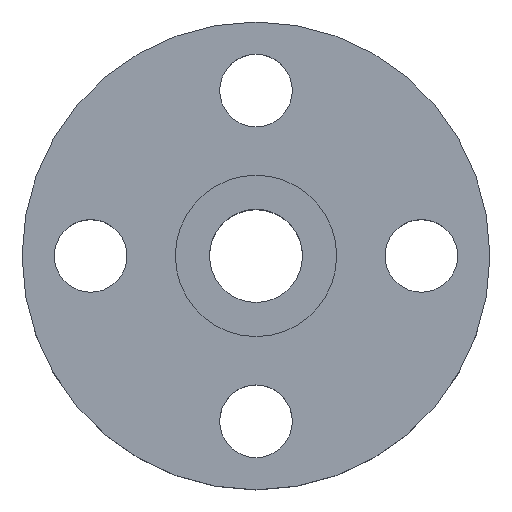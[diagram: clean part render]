
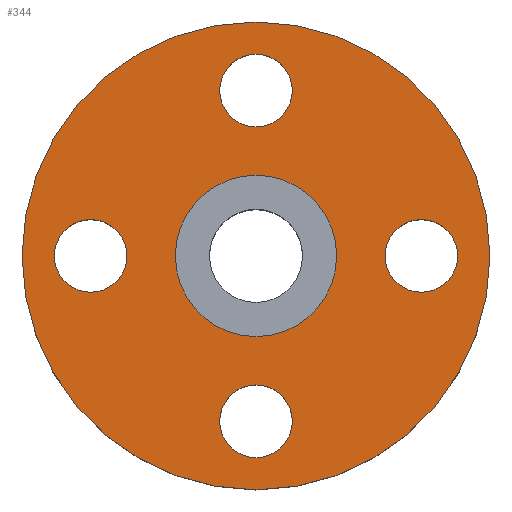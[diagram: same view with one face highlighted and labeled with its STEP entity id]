
A CAD part, top view. The second image highlights one B-rep face of the part: STEP entity #344.
In plain terms, the highlighted planar face has unit normal (0, 0, 1).
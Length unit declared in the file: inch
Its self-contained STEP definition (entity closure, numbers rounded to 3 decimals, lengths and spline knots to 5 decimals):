
#3 = CARTESIAN_POINT ( 'NONE',  ( 0., 0., -0.25 ) ) ;
#7 = AXIS2_PLACEMENT_3D ( 'NONE', #242, #509, #769 ) ;
#9 = EDGE_CURVE ( 'NONE', #402, #35, #619, .T. ) ;
#14 = CARTESIAN_POINT ( 'NONE',  ( 0., 0., -0.25 ) ) ;
#17 = CARTESIAN_POINT ( 'NONE',  ( -3.125, 0., -0.25 ) ) ;
#21 = DIRECTION ( 'NONE',  ( 0., 0., 1. ) ) ;
#22 = AXIS2_PLACEMENT_3D ( 'NONE', #343, #29, #685 ) ;
#29 = DIRECTION ( 'NONE',  ( 0., 0., 1. ) ) ;
#30 = VERTEX_POINT ( 'NONE', #725 ) ;
#35 = VERTEX_POINT ( 'NONE', #395 ) ;
#36 = AXIS2_PLACEMENT_3D ( 'NONE', #712, #195, #66 ) ;
#40 = ORIENTED_EDGE ( 'NONE', *, *, #198, .F. ) ;
#45 = EDGE_CURVE ( 'NONE', #35, #402, #514, .T. ) ;
#62 = DIRECTION ( 'NONE',  ( 1., 0., 0. ) ) ;
#63 = CIRCLE ( 'NONE', #661, 0.5625 ) ;
#64 = AXIS2_PLACEMENT_3D ( 'NONE', #763, #188, #858 ) ;
#66 = DIRECTION ( 'NONE',  ( 0., 1., 0. ) ) ;
#70 = FACE_BOUND ( 'NONE', #123, .T. ) ;
#74 = EDGE_LOOP ( 'NONE', ( #699, #252 ) ) ;
#75 = CARTESIAN_POINT ( 'NONE',  ( 0., 1.25, -0.25 ) ) ;
#77 = CARTESIAN_POINT ( 'NONE',  ( 2., 0., -0.25 ) ) ;
#84 = FACE_OUTER_BOUND ( 'NONE', #249, .T. ) ;
#92 = CIRCLE ( 'NONE', #577, 3.625 ) ;
#120 = AXIS2_PLACEMENT_3D ( 'NONE', #493, #21, #618 ) ;
#121 = CARTESIAN_POINT ( 'NONE',  ( -2., 0., -0.25 ) ) ;
#123 = EDGE_LOOP ( 'NONE', ( #573, #642 ) ) ;
#126 = EDGE_CURVE ( 'NONE', #310, #316, #855, .T. ) ;
#130 = CIRCLE ( 'NONE', #22, 0.5625 ) ;
#132 = CARTESIAN_POINT ( 'NONE',  ( 0., 0., -0.25 ) ) ;
#135 = EDGE_CURVE ( 'NONE', #250, #461, #63, .T. ) ;
#141 = PLANE ( 'NONE',  #533 ) ;
#178 = EDGE_CURVE ( 'NONE', #359, #658, #398, .T. ) ;
#180 = EDGE_LOOP ( 'NONE', ( #779, #40 ) ) ;
#188 = DIRECTION ( 'NONE',  ( 0., 0., 1. ) ) ;
#193 = EDGE_LOOP ( 'NONE', ( #792, #758 ) ) ;
#195 = DIRECTION ( 'NONE',  ( 0., 0., 1. ) ) ;
#198 = EDGE_CURVE ( 'NONE', #803, #584, #130, .T. ) ;
#203 = CARTESIAN_POINT ( 'NONE',  ( -0.5625, 2.5625, -0.25 ) ) ;
#205 = DIRECTION ( 'NONE',  ( 1., 0., 0. ) ) ;
#206 = DIRECTION ( 'NONE',  ( 0., 0., 1. ) ) ;
#208 = DIRECTION ( 'NONE',  ( 0., 0., 1. ) ) ;
#215 = FACE_BOUND ( 'NONE', #180, .T. ) ;
#242 = CARTESIAN_POINT ( 'NONE',  ( 0., 0., -0.25 ) ) ;
#245 = CIRCLE ( 'NONE', #64, 0.5625 ) ;
#249 = EDGE_LOOP ( 'NONE', ( #464, #404 ) ) ;
#250 = VERTEX_POINT ( 'NONE', #77 ) ;
#252 = ORIENTED_EDGE ( 'NONE', *, *, #9, .F. ) ;
#276 = CARTESIAN_POINT ( 'NONE',  ( 0.5625, 2.5625, -0.25 ) ) ;
#288 = DIRECTION ( 'NONE',  ( 0., 0., 1. ) ) ;
#299 = CIRCLE ( 'NONE', #36, 0.5625 ) ;
#310 = VERTEX_POINT ( 'NONE', #276 ) ;
#316 = VERTEX_POINT ( 'NONE', #203 ) ;
#328 = AXIS2_PLACEMENT_3D ( 'NONE', #3, #859, #62 ) ;
#338 = DIRECTION ( 'NONE',  ( 0., -1., 0. ) ) ;
#343 = CARTESIAN_POINT ( 'NONE',  ( -2.5625, 0., -0.25 ) ) ;
#344 = ADVANCED_FACE ( 'NONE', ( #70, #408, #812, #215, #671, #84 ), #141, .F. ) ;
#353 = CARTESIAN_POINT ( 'NONE',  ( 0., 2.5625, -0.25 ) ) ;
#359 = VERTEX_POINT ( 'NONE', #617 ) ;
#378 = ORIENTED_EDGE ( 'NONE', *, *, #832, .F. ) ;
#395 = CARTESIAN_POINT ( 'NONE',  ( 1.25, 0., -0.25 ) ) ;
#397 = AXIS2_PLACEMENT_3D ( 'NONE', #353, #624, #546 ) ;
#398 = CIRCLE ( 'NONE', #120, 0.5625 ) ;
#402 = VERTEX_POINT ( 'NONE', #829 ) ;
#404 = ORIENTED_EDGE ( 'NONE', *, *, #462, .T. ) ;
#408 = FACE_BOUND ( 'NONE', #851, .T. ) ;
#412 = CARTESIAN_POINT ( 'NONE',  ( -3.625, 0., -0.25 ) ) ;
#419 = CARTESIAN_POINT ( 'NONE',  ( 0., 2.5625, -0.25 ) ) ;
#420 = DIRECTION ( 'NONE',  ( -1., 0., 0. ) ) ;
#443 = CIRCLE ( 'NONE', #7, 3.625 ) ;
#459 = CIRCLE ( 'NONE', #579, 0.5625 ) ;
#461 = VERTEX_POINT ( 'NONE', #640 ) ;
#462 = EDGE_CURVE ( 'NONE', #702, #30, #443, .T. ) ;
#464 = ORIENTED_EDGE ( 'NONE', *, *, #740, .T. ) ;
#486 = DIRECTION ( 'NONE',  ( 0., 0., -1. ) ) ;
#493 = CARTESIAN_POINT ( 'NONE',  ( 0., -2.5625, -0.25 ) ) ;
#509 = DIRECTION ( 'NONE',  ( 0., 0., 1. ) ) ;
#514 = CIRCLE ( 'NONE', #328, 1.25 ) ;
#533 = AXIS2_PLACEMENT_3D ( 'NONE', #75, #486, #420 ) ;
#534 = EDGE_CURVE ( 'NONE', #584, #803, #245, .T. ) ;
#546 = DIRECTION ( 'NONE',  ( 0., -1., 0. ) ) ;
#573 = ORIENTED_EDGE ( 'NONE', *, *, #126, .F. ) ;
#577 = AXIS2_PLACEMENT_3D ( 'NONE', #14, #208, #205 ) ;
#579 = AXIS2_PLACEMENT_3D ( 'NONE', #748, #731, #682 ) ;
#584 = VERTEX_POINT ( 'NONE', #121 ) ;
#617 = CARTESIAN_POINT ( 'NONE',  ( -0.5625, -2.5625, -0.25 ) ) ;
#618 = DIRECTION ( 'NONE',  ( 0., 1., 0. ) ) ;
#619 = CIRCLE ( 'NONE', #741, 1.25 ) ;
#624 = DIRECTION ( 'NONE',  ( 0., 0., 1. ) ) ;
#627 = EDGE_CURVE ( 'NONE', #658, #359, #299, .T. ) ;
#640 = CARTESIAN_POINT ( 'NONE',  ( 3.125, 0., -0.25 ) ) ;
#642 = ORIENTED_EDGE ( 'NONE', *, *, #719, .F. ) ;
#658 = VERTEX_POINT ( 'NONE', #781 ) ;
#661 = AXIS2_PLACEMENT_3D ( 'NONE', #827, #288, #754 ) ;
#671 = FACE_BOUND ( 'NONE', #74, .T. ) ;
#682 = DIRECTION ( 'NONE',  ( -1., 0., 0. ) ) ;
#685 = DIRECTION ( 'NONE',  ( 1., 0., 0. ) ) ;
#699 = ORIENTED_EDGE ( 'NONE', *, *, #45, .F. ) ;
#702 = VERTEX_POINT ( 'NONE', #412 ) ;
#712 = CARTESIAN_POINT ( 'NONE',  ( 0., -2.5625, -0.25 ) ) ;
#719 = EDGE_CURVE ( 'NONE', #316, #310, #814, .T. ) ;
#725 = CARTESIAN_POINT ( 'NONE',  ( 3.625, 0., -0.25 ) ) ;
#731 = DIRECTION ( 'NONE',  ( 0., 0., 1. ) ) ;
#735 = DIRECTION ( 'NONE',  ( 1., 0., 0. ) ) ;
#740 = EDGE_CURVE ( 'NONE', #30, #702, #92, .T. ) ;
#741 = AXIS2_PLACEMENT_3D ( 'NONE', #132, #206, #735 ) ;
#745 = DIRECTION ( 'NONE',  ( 0., 0., 1. ) ) ;
#748 = CARTESIAN_POINT ( 'NONE',  ( 2.5625, 0., -0.25 ) ) ;
#754 = DIRECTION ( 'NONE',  ( -1., 0., 0. ) ) ;
#758 = ORIENTED_EDGE ( 'NONE', *, *, #178, .F. ) ;
#763 = CARTESIAN_POINT ( 'NONE',  ( -2.5625, 0., -0.25 ) ) ;
#769 = DIRECTION ( 'NONE',  ( 1., 0., 0. ) ) ;
#774 = AXIS2_PLACEMENT_3D ( 'NONE', #419, #745, #338 ) ;
#779 = ORIENTED_EDGE ( 'NONE', *, *, #534, .F. ) ;
#781 = CARTESIAN_POINT ( 'NONE',  ( 0.5625, -2.5625, -0.25 ) ) ;
#792 = ORIENTED_EDGE ( 'NONE', *, *, #627, .F. ) ;
#803 = VERTEX_POINT ( 'NONE', #17 ) ;
#812 = FACE_BOUND ( 'NONE', #193, .T. ) ;
#814 = CIRCLE ( 'NONE', #774, 0.5625 ) ;
#827 = CARTESIAN_POINT ( 'NONE',  ( 2.5625, 0., -0.25 ) ) ;
#829 = CARTESIAN_POINT ( 'NONE',  ( -1.25, 0., -0.25 ) ) ;
#832 = EDGE_CURVE ( 'NONE', #461, #250, #459, .T. ) ;
#843 = ORIENTED_EDGE ( 'NONE', *, *, #135, .F. ) ;
#851 = EDGE_LOOP ( 'NONE', ( #378, #843 ) ) ;
#855 = CIRCLE ( 'NONE', #397, 0.5625 ) ;
#858 = DIRECTION ( 'NONE',  ( 1., 0., 0. ) ) ;
#859 = DIRECTION ( 'NONE',  ( 0., 0., 1. ) ) ;
